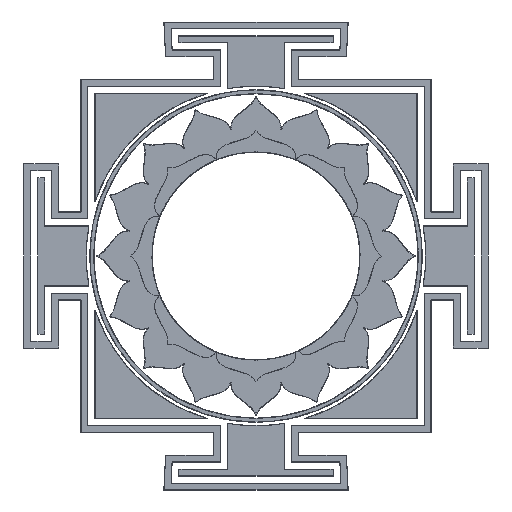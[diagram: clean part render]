
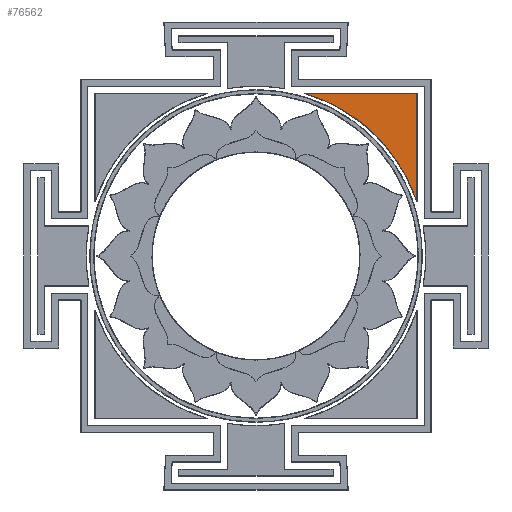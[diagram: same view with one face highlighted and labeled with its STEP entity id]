
A CAD part, front view. The second image highlights one B-rep face of the part: STEP entity #76562.
In plain terms, the highlighted free-form (B-spline) face has degree [1, 1] with [2, 2] control points.
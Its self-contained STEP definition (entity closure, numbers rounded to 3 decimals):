
#76193 = VERTEX_POINT('',#76194);
#76194 = CARTESIAN_POINT('',(28.289,0.,94.107));
#76200 = EDGE_CURVE('',#76193,#76201,#76203,.T.);
#76201 = VERTEX_POINT('',#76202);
#76202 = CARTESIAN_POINT('',(93.123,0.,94.107));
#76203 = B_SPLINE_CURVE_WITH_KNOTS('',1,(#76204,#76205),.UNSPECIFIED.,
  .F.,.F.,(2,2),(0.,80.251),.PIECEWISE_BEZIER_KNOTS.);
#76204 = CARTESIAN_POINT('',(28.289,0.,94.107));
#76205 = CARTESIAN_POINT('',(93.123,0.,94.107));
#76231 = VERTEX_POINT('',#76232);
#76232 = CARTESIAN_POINT('',(93.123,0.,31.376));
#76254 = EDGE_CURVE('',#76201,#76231,#76255,.T.);
#76255 = B_SPLINE_CURVE_WITH_KNOTS('',1,(#76256,#76257),.UNSPECIFIED.,
  .F.,.F.,(2,2),(0.,77.647),.PIECEWISE_BEZIER_KNOTS.);
#76256 = CARTESIAN_POINT('',(93.123,0.,94.107));
#76257 = CARTESIAN_POINT('',(93.123,0.,31.376));
#76369 = EDGE_CURVE('',#76231,#76193,#76370,.T.);
#76370 = ( BOUNDED_CURVE() B_SPLINE_CURVE(2,(#76371,#76372,#76373),
.UNSPECIFIED.,.F.,.F.) B_SPLINE_CURVE_WITH_KNOTS((3,3),(0.,
0.954),.PIECEWISE_BEZIER_KNOTS.) CURVE() 
GEOMETRIC_REPRESENTATION_ITEM() RATIONAL_B_SPLINE_CURVE((1.,
0.888,1.)) REPRESENTATION_ITEM('') );
#76371 = CARTESIAN_POINT('',(93.123,0.,31.376));
#76372 = CARTESIAN_POINT('',(76.912,0.,79.491));
#76373 = CARTESIAN_POINT('',(28.289,0.,94.107));
#76562 = ADVANCED_FACE('',(#76563),#76568,.T.);
#76563 = FACE_BOUND('',#76564,.T.);
#76564 = EDGE_LOOP('',(#76565,#76566,#76567));
#76565 = ORIENTED_EDGE('',*,*,#76369,.F.);
#76566 = ORIENTED_EDGE('',*,*,#76254,.F.);
#76567 = ORIENTED_EDGE('',*,*,#76200,.F.);
#76568 = B_SPLINE_SURFACE_WITH_KNOTS('',1,1,(
    (#76569,#76570)
    ,(#76571,#76572
    )),.UNSPECIFIED.,.F.,.F.,.F.,(2,2),(2,2),(-38.823,
    38.823),(-40.125,40.125),
  .PIECEWISE_BEZIER_KNOTS.);
#76569 = CARTESIAN_POINT('',(28.289,0.,94.107));
#76570 = CARTESIAN_POINT('',(93.123,0.,94.107));
#76571 = CARTESIAN_POINT('',(28.289,0.,31.376));
#76572 = CARTESIAN_POINT('',(93.123,0.,31.376));
